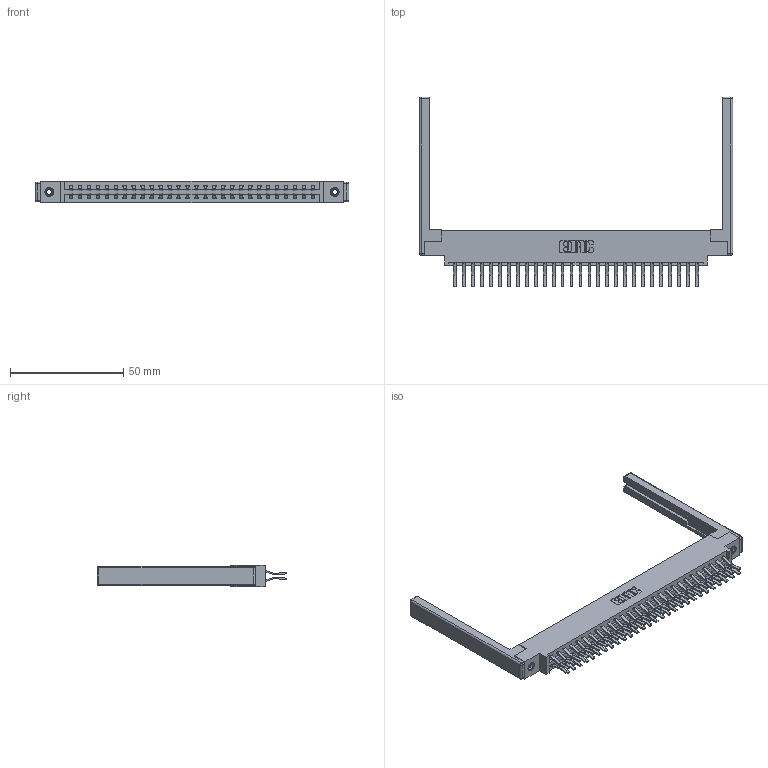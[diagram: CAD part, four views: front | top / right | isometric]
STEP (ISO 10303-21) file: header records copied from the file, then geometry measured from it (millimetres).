
FILE_DESCRIPTION (( 'STEP AP203' ), '1' );
FILE_NAME ('387-056-560-868.STEP', '2019-10-19T08:14:57', ( '' ), ( '' ), 'SwSTEP 2.0', 'SolidWorks 2016', '' );
FILE_SCHEMA (( 'CONFIG_CONTROL_DESIGN' ));
Length unit declared in the file: inch
Products named in the file (5): 387-056-560-868; 337 Part_0.170 Offset - 0.156 Dia-TI; 345-250-001_345-250-001-102; 345-292-001_560 Tail; 307-220-068
Assembly tree (61 placements, depth 2):
  387-056-560-868
    337 Part_0.170 Offset - 0.156 Dia-TI
    345-292-001_560 Tail  x56
    345-250-001_345-250-001-102  x2
    307-220-068  x2
Bounding box: 138.38 x 83.84 x 9.4 mm (x, y, z)
Volume: 19031.5 mm3; surface area: 21626.7 mm2
Topology: 61 solids, 61 shells, 3408 faces, 10065 edges, 6614 vertices
Faces by surface type: plane 2290, cylinder 1094, cone 12, sphere 8, torus 4
Entity records: 26500 total; most frequent: CARTESIAN_POINT 4443, ORIENTED_EDGE 4368, DIRECTION 3878, EDGE_CURVE 2184, LINE 2002, VECTOR 2002, VERTEX_POINT 1446, AXIS2_PLACEMENT_3D 938
